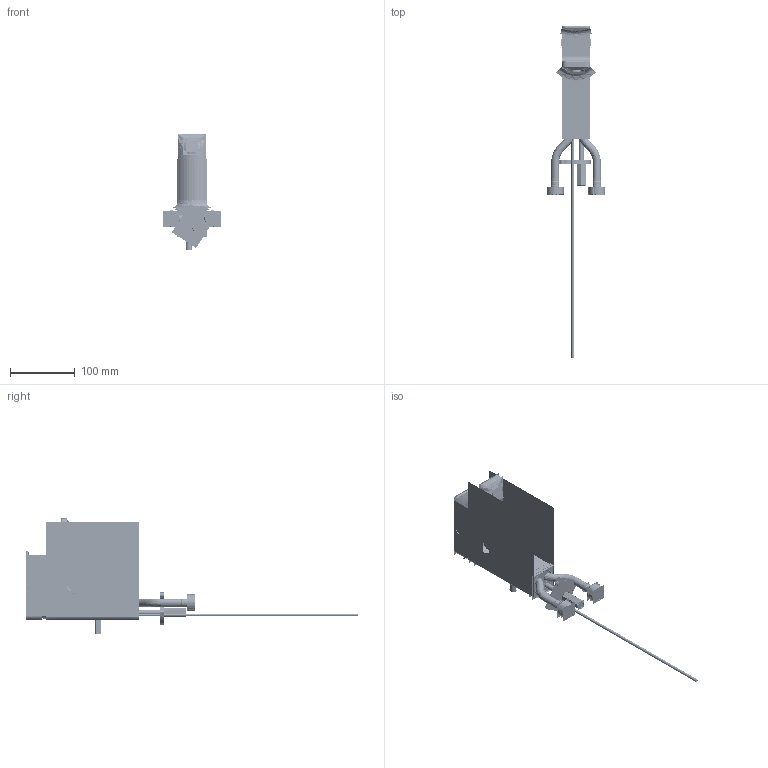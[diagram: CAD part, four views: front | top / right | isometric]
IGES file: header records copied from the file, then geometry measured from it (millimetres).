
Start section:  PTC IGES file: FFAS1301-1T1500BT0.igs
Global section: file name: FFAS1301-1T1500BT0.igs; native system: Creo Parametric by PTC Inc.; preprocessor: 2015200; author: 10114211; organization: Unknown; date: 20180809.112745; units: millimetre
Bounding box: 90.07 x 510.8 x 179.74 mm (x, y, z)
Volume: 357741 mm3; surface area: 2679847.9 mm2
Topology: 38 solids, 59 shells, 8326 faces, 48367 edges, 64719 vertices
Faces by surface type: bspline 5120, revolution 3206
